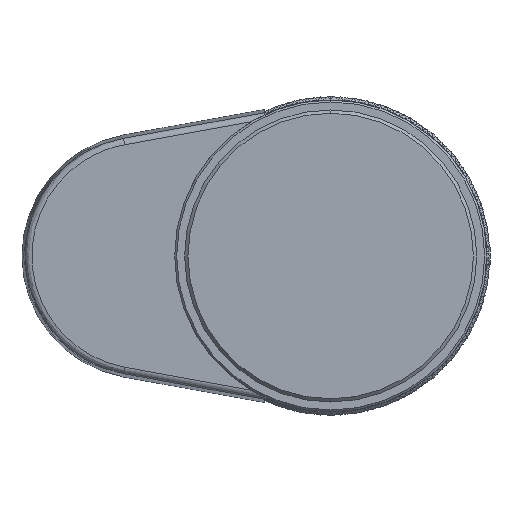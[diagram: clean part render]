
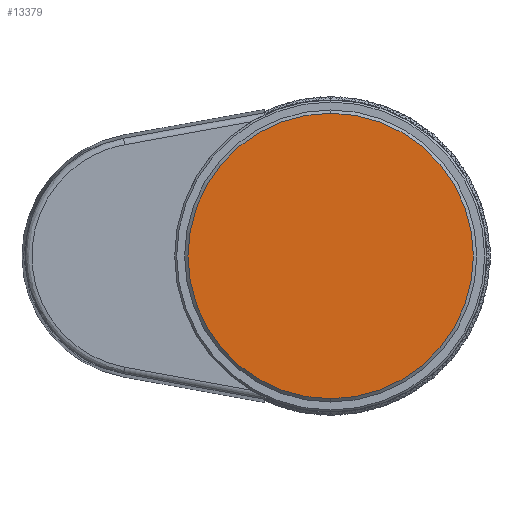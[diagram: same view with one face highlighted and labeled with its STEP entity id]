
A CAD part, left-side view. The second image highlights one B-rep face of the part: STEP entity #13379.
In plain terms, the highlighted planar face has unit normal (-1, 0, 0).
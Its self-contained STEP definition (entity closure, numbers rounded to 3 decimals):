
#13379 = ADVANCED_FACE ( 'Defeature ausgef�hrt1_2418', ( #76449 ), #104246, .F. ) ;
#15287 = AXIS2_PLACEMENT_3D ( 'NONE', #113133, #77595, #69295 ) ;
#19175 = CIRCLE ( 'NONE', #85333, 21.5 ) ;
#23190 = AXIS2_PLACEMENT_3D ( 'NONE', #90457, #61478, #27681 ) ;
#27681 = DIRECTION ( 'NONE',  ( 0., 0., -1. ) ) ;
#32617 = CIRCLE ( 'NONE', #23190, 21.5 ) ;
#34616 = EDGE_CURVE ( 'Defeature ausgef�hrt1_2418+Defeature ausgef�hrt1_2417+Defeature ausgef�hrt1_2417+Defeature ausgef�hrt1_2417', #86127, #114579, #32617, .T. ) ;
#53506 = ORIENTED_EDGE ( 'NONE', *, *, #34616, .T. ) ;
#61478 = DIRECTION ( 'NONE',  ( -1., 0., 0. ) ) ;
#62246 = DIRECTION ( 'NONE',  ( 0., 0., -1. ) ) ;
#69295 = DIRECTION ( 'NONE',  ( 0., 0., -1. ) ) ;
#76449 = FACE_OUTER_BOUND ( 'NONE', #91310, .T. ) ;
#77595 = DIRECTION ( 'NONE',  ( 1., 0., 0. ) ) ;
#77852 = CARTESIAN_POINT ( 'NONE',  ( -2.803, 0., 21.5 ) ) ;
#85333 = AXIS2_PLACEMENT_3D ( 'NONE', #91230, #109551, #62246 ) ;
#86127 = VERTEX_POINT ( 'NONE', #111535 ) ;
#90457 = CARTESIAN_POINT ( 'NONE',  ( -2.803, 0., 0. ) ) ;
#91230 = CARTESIAN_POINT ( 'NONE',  ( -2.803, 0., 0. ) ) ;
#91310 = EDGE_LOOP ( 'NONE', ( #53506, #93715 ) ) ;
#93715 = ORIENTED_EDGE ( 'NONE', *, *, #111365, .T. ) ;
#104246 = PLANE ( 'NONE',  #15287 ) ;
#109551 = DIRECTION ( 'NONE',  ( -1., 0., 0. ) ) ;
#111365 = EDGE_CURVE ( 'Defeature ausgef�hrt1_2418+Defeature ausgef�hrt1_2417+Defeature ausgef�hrt1_2417+Defeature ausgef�hrt1_2417', #114579, #86127, #19175, .T. ) ;
#111535 = CARTESIAN_POINT ( 'NONE',  ( -2.803, 0., -21.5 ) ) ;
#113133 = CARTESIAN_POINT ( 'NONE',  ( -2.803, 16.625, 0. ) ) ;
#114579 = VERTEX_POINT ( 'NONE', #77852 ) ;
